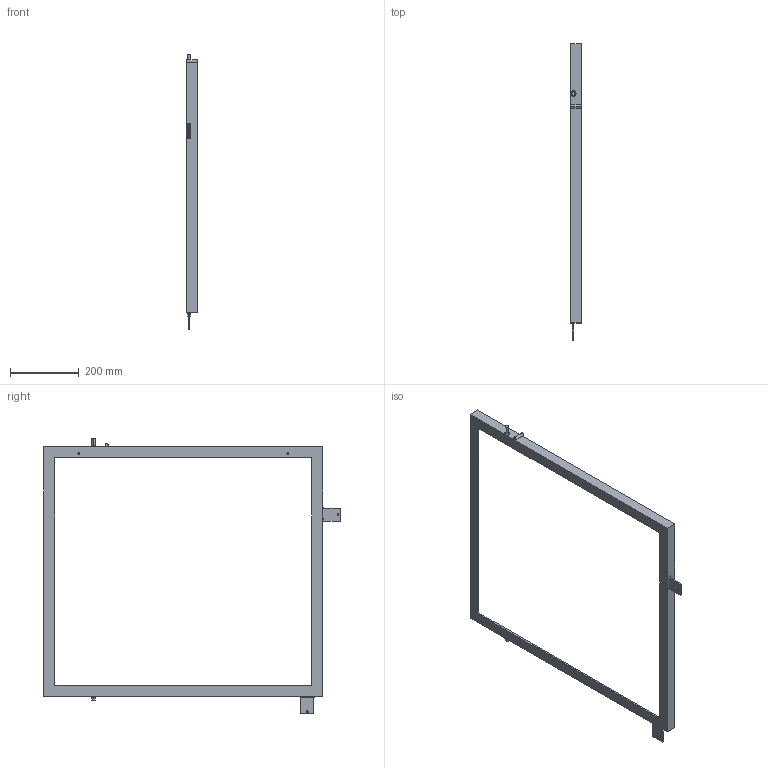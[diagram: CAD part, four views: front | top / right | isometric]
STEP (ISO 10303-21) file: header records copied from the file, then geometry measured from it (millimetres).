
FILE_DESCRIPTION (( 'STEP AP214' ), '1' );
FILE_NAME ('DECkiosk-2018051033.STEP', '2022-12-09T02:28:10', ( '' ), ( '' ), 'SwSTEP 2.0', 'SolidWorks 2022', '' );
FILE_SCHEMA (( 'AUTOMOTIVE_DESIGN' ));
Length unit declared in the file: inch
Products named in the file (1): DECkiosk-2018051033
Bounding box: 31.75 x 860.42 x 800.1 mm (x, y, z)
Volume: 859820.8 mm3; surface area: 389955.5 mm2
Topology: 2 solids, 2 shells, 55 faces, 131 edges, 83 vertices
Faces by surface type: plane 29, cylinder 22, torus 4
Entity records: 1638 total; most frequent: CARTESIAN_POINT 294, DIRECTION 274, ORIENTED_EDGE 262, EDGE_CURVE 131, AXIS2_PLACEMENT_3D 95, LINE 84, VECTOR 84, VERTEX_POINT 83
